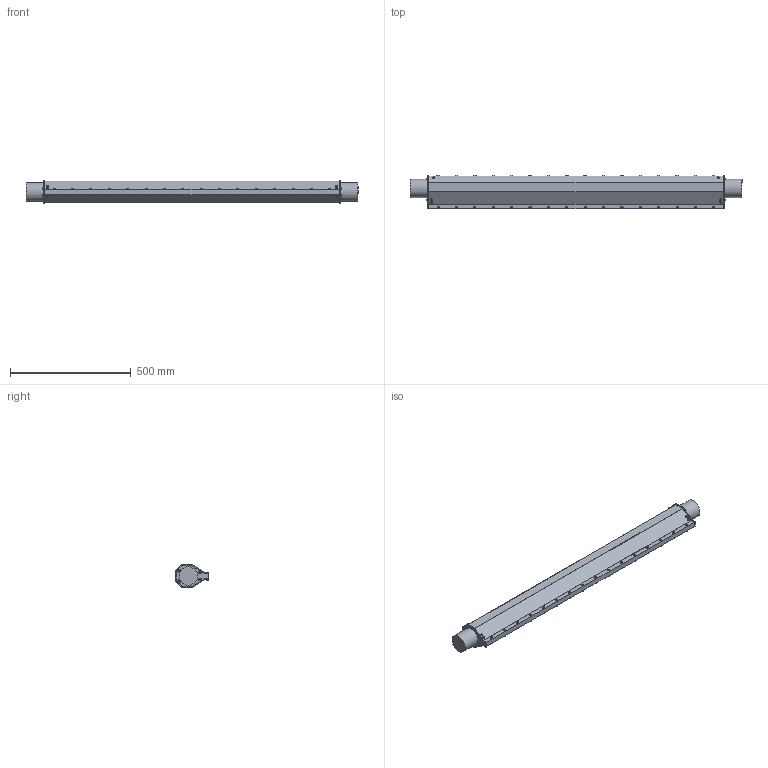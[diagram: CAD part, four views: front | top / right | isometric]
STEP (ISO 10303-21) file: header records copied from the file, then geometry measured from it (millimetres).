
FILE_DESCRIPTION(/* description */ (''),/* implementation_level */ '2;1');
FILE_NAME(/* name */ 'MAP2xxxxxx048 DUMMY.stp',/* time_stamp */ '2018-02-06T09:12:32-05:00',/* author */ ('James'),/* organization */ (''),/* preprocessor_version */ 'ST-DEVELOPER v16.5',/* originating_system */ 'Autodesk Inventor 2017',/* authorisation */ '');
FILE_SCHEMA (('AUTOMOTIVE_DESIGN { 1 0 10303 214 3 1 1 }'));
Products named in the file (1): MAP2xxxxxx048 DUMMY
Bounding box: 1376.38 x 139.7 x 96.52 mm (x, y, z)
Volume: 10930238.1 mm3; surface area: 520690.4 mm2
Topology: 1 solids, 1 shells, 973 faces, 2116 edges, 1336 vertices
Faces by surface type: plane 415, cone 304, cylinder 170, sphere 36, bspline 32, torus 16
Full cylindrical faces by diameter (mm): 7.6 x8, 9 x40, 9.5 x12, 10.5 x16, 11 x28, 76.2 x2
Entity records: 61906 total; most frequent: CARTESIAN_POINT 42541, ORIENTED_EDGE 3820, DIRECTION 3790, EDGE_CURVE 1910, AXIS2_PLACEMENT_3D 1642, EDGE_LOOP 1302, VERTEX_POINT 1268, FACE_OUTER_BOUND 973
